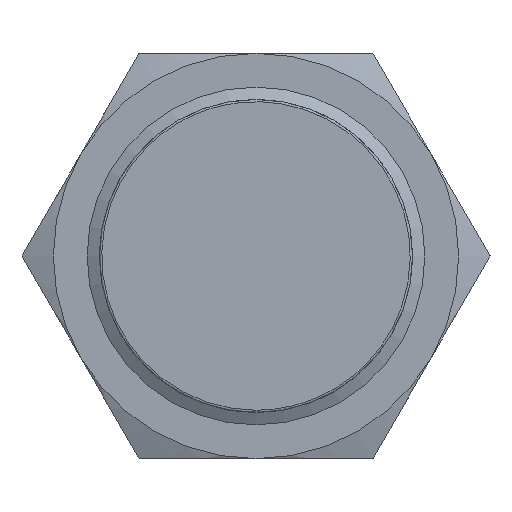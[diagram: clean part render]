
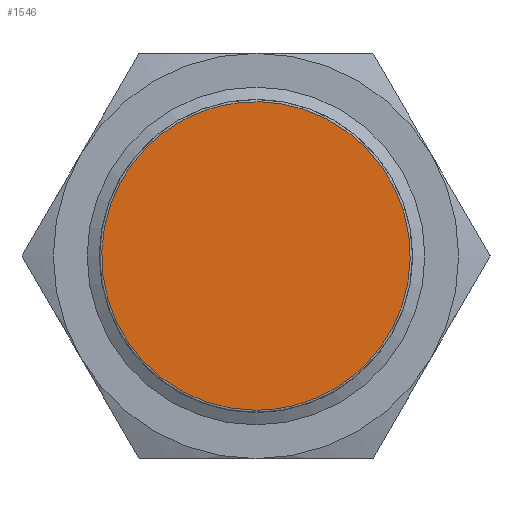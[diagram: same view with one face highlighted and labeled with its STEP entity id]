
A CAD part, left-side view. The second image highlights one B-rep face of the part: STEP entity #1546.
In plain terms, the highlighted planar face has unit normal (-1, 0, 0).
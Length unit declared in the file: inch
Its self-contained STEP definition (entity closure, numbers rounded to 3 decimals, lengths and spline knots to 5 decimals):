
#727 = EDGE_CURVE ( 'NONE', #891, #891, #1115, .T. ) ;
#794 = FACE_OUTER_BOUND ( 'NONE', #2404, .T. ) ;
#891 = VERTEX_POINT ( 'NONE', #1671 ) ;
#985 = DIRECTION ( 'NONE',  ( 0., 0., -1. ) ) ;
#1006 = AXIS2_PLACEMENT_3D ( 'NONE', #1354, #2371, #985 ) ;
#1115 =( BOUNDED_CURVE ( )  B_SPLINE_CURVE ( 3, ( #1305, #2130, #1858, #2333, #2143, #1943, #1661 ),
 .UNSPECIFIED., .T., .T. ) 
 B_SPLINE_CURVE_WITH_KNOTS ( ( 4, 3, 4 ),
 ( 0., 0.5, 1. ),
 .UNSPECIFIED. ) 
 CURVE ( )  GEOMETRIC_REPRESENTATION_ITEM ( )  RATIONAL_B_SPLINE_CURVE ( ( 1., 0.333, 0.333, 1., 0.333, 0.333, 1. ) ) 
 REPRESENTATION_ITEM ( '' )  );
#1199 = PLANE ( 'NONE',  #1006 ) ;
#1305 = CARTESIAN_POINT ( 'NONE',  ( 0., 0., -0.53937 ) ) ;
#1313 = ORIENTED_EDGE ( 'NONE', *, *, #727, .F. ) ;
#1354 = CARTESIAN_POINT ( 'NONE',  ( 0., 0., 0. ) ) ;
#1546 = ADVANCED_FACE ( 'NONE', ( #794 ), #1199, .F. ) ;
#1661 = CARTESIAN_POINT ( 'NONE',  ( 0., 0., -0.53937 ) ) ;
#1671 = CARTESIAN_POINT ( 'NONE',  ( 0., 0., -0.53937 ) ) ;
#1858 = CARTESIAN_POINT ( 'NONE',  ( 0., 1.07874, 0.53937 ) ) ;
#1943 = CARTESIAN_POINT ( 'NONE',  ( 0., -1.07874, -0.53937 ) ) ;
#2130 = CARTESIAN_POINT ( 'NONE',  ( 0., 1.07874, -0.53937 ) ) ;
#2143 = CARTESIAN_POINT ( 'NONE',  ( 0., -1.07874, 0.53937 ) ) ;
#2333 = CARTESIAN_POINT ( 'NONE',  ( 0., 0., 0.53937 ) ) ;
#2371 = DIRECTION ( 'NONE',  ( 1., 0., 0. ) ) ;
#2404 = EDGE_LOOP ( 'NONE', ( #1313 ) ) ;
